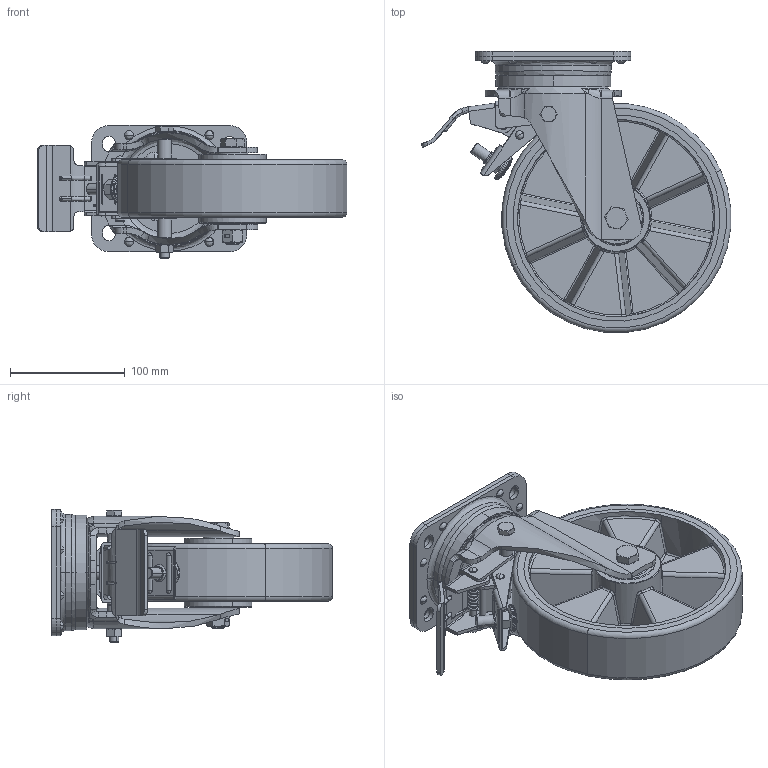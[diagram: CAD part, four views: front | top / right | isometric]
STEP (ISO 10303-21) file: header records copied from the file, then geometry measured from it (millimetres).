
FILE_DESCRIPTION (( 'STEP AP214' ), '1' );
FILE_NAME ('0037295BL_L-IG-PUZA-200-K-3-DSV_(A-01).step', '2019-07-29T06:35:49', ( '' ), ( '' ), 'SwSTEP 2.0', 'SolidWorks 2018', '' );
FILE_SCHEMA (( 'AUTOMOTIVE_DESIGN' ));
Length unit declared in the file: millimetre
Products named in the file (9): 0022525_PUZA-200-50-60-K20-A; 0031904_Distanzrohr_24x1,75x32; 0022525_PUZA-200-50-60-K20-A_Radkörper; 0017549_Rillenkugellager_DIN625-6204-ZZ_PreviewCfg; 0037295BL_L-IG-PUZA-200-K-3-DSV_(A-01); 0040020_T-BUCHSE20-12-STAHL-K-VERZINKT; 0019609_Sechskantschraube_DIN931_M12x85_M12 x 85; 0019420BL_IG-L-200-3-DSV; 0029214_BILOC_DIN934_M12_M12
Assembly tree (10 placements, depth 3):
  0037295BL_L-IG-PUZA-200-K-3-DSV_(A-01)
    0019420BL_IG-L-200-3-DSV
    0022525_PUZA-200-50-60-K20-A
      0022525_PUZA-200-50-60-K20-A_Radkörper
      0017549_Rillenkugellager_DIN625-6204-ZZ_PreviewCfg  x2
      0031904_Distanzrohr_24x1,75x32
    0040020_T-BUCHSE20-12-STAHL-K-VERZINKT  x2
    0019609_Sechskantschraube_DIN931_M12x85_M12 x 85
    0029214_BILOC_DIN934_M12_M12
Bounding box: 269.61 x 244.74 x 116 mm (x, y, z)
Volume: 654597.1 mm3; surface area: 475260.5 mm2
Topology: 13 solids, 51 shells, 1778 faces, 4524 edges, 2828 vertices
Faces by surface type: plane 589, cylinder 553, bspline 288, torus 130, cone 118, sphere 100
Entity records: 66270 total; most frequent: CARTESIAN_POINT 27079, ORIENTED_EDGE 8132, DIRECTION 7869, EDGE_CURVE 4066, AXIS2_PLACEMENT_3D 3109, VERTEX_POINT 2559, EDGE_LOOP 1921, CIRCLE 1710
